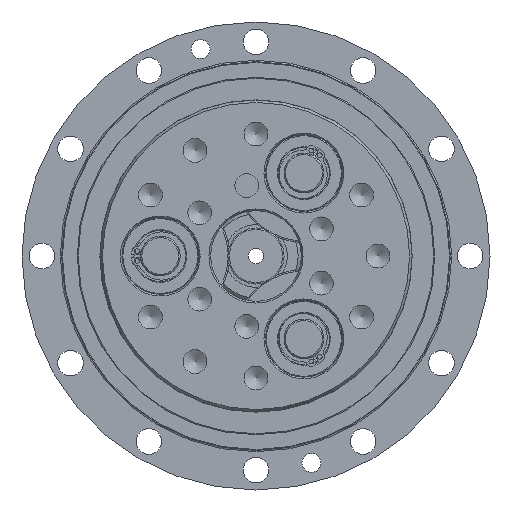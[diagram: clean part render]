
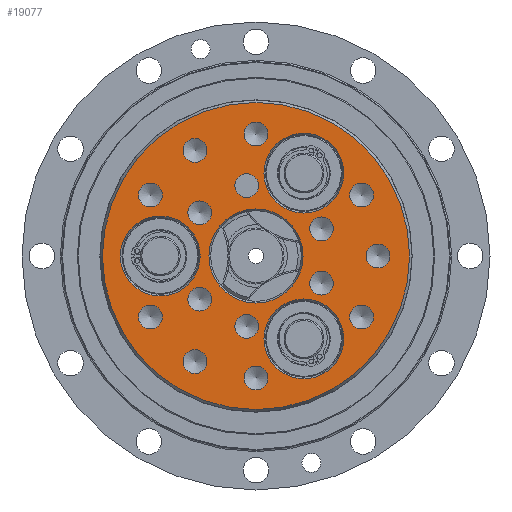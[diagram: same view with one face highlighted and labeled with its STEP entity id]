
A CAD part, left-side view. The second image highlights one B-rep face of the part: STEP entity #19077.
In plain terms, the highlighted planar face has unit normal (-1, 0, 0).
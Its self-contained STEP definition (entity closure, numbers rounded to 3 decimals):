
#231=FACE_BOUND('',#4507,.T.);
#232=FACE_BOUND('',#4508,.T.);
#233=FACE_BOUND('',#4509,.T.);
#234=FACE_BOUND('',#4510,.T.);
#235=FACE_BOUND('',#4511,.T.);
#236=FACE_BOUND('',#4512,.T.);
#237=FACE_BOUND('',#4513,.T.);
#238=FACE_BOUND('',#4514,.T.);
#239=FACE_BOUND('',#4515,.T.);
#240=FACE_BOUND('',#4516,.T.);
#241=FACE_BOUND('',#4517,.T.);
#242=FACE_BOUND('',#4518,.T.);
#243=FACE_BOUND('',#4519,.T.);
#244=FACE_BOUND('',#4520,.T.);
#245=FACE_BOUND('',#4521,.T.);
#246=FACE_BOUND('',#4522,.T.);
#247=FACE_BOUND('',#4523,.T.);
#248=FACE_BOUND('',#4524,.T.);
#249=FACE_BOUND('',#4525,.T.);
#475=PLANE('',#20465);
#3342=FACE_OUTER_BOUND('',#4506,.T.);
#4506=EDGE_LOOP('',(#12657));
#4507=EDGE_LOOP('',(#12658));
#4508=EDGE_LOOP('',(#12659));
#4509=EDGE_LOOP('',(#12660));
#4510=EDGE_LOOP('',(#12661));
#4511=EDGE_LOOP('',(#12662));
#4512=EDGE_LOOP('',(#12663));
#4513=EDGE_LOOP('',(#12664));
#4514=EDGE_LOOP('',(#12665));
#4515=EDGE_LOOP('',(#12666));
#4516=EDGE_LOOP('',(#12667));
#4517=EDGE_LOOP('',(#12668));
#4518=EDGE_LOOP('',(#12669));
#4519=EDGE_LOOP('',(#12670));
#4520=EDGE_LOOP('',(#12671));
#4521=EDGE_LOOP('',(#12672));
#4522=EDGE_LOOP('',(#12673));
#4523=EDGE_LOOP('',(#12674));
#4524=EDGE_LOOP('',(#12675));
#4525=EDGE_LOOP('',(#12676));
#5895=CIRCLE('',#20381,14.077);
#5900=CIRCLE('',#20388,14.077);
#5905=CIRCLE('',#20395,14.077);
#5908=CIRCLE('',#20399,4.188);
#5910=CIRCLE('',#20403,4.188);
#5912=CIRCLE('',#20407,4.188);
#5914=CIRCLE('',#20411,4.188);
#5916=CIRCLE('',#20415,4.188);
#5918=CIRCLE('',#20419,4.188);
#5920=CIRCLE('',#20423,4.188);
#5922=CIRCLE('',#20427,4.188);
#5924=CIRCLE('',#20431,4.188);
#5926=CIRCLE('',#20435,4.188);
#5928=CIRCLE('',#20439,4.188);
#5930=CIRCLE('',#20443,4.188);
#5932=CIRCLE('',#20447,4.188);
#5934=CIRCLE('',#20451,4.188);
#5936=CIRCLE('',#20455,4.188);
#5939=CIRCLE('',#20461,16.577);
#5942=CIRCLE('',#20466,54.134);
#7717=VERTEX_POINT('',#30003);
#7722=VERTEX_POINT('',#30017);
#7727=VERTEX_POINT('',#30031);
#7730=VERTEX_POINT('',#30039);
#7733=VERTEX_POINT('',#30048);
#7736=VERTEX_POINT('',#30057);
#7739=VERTEX_POINT('',#30066);
#7742=VERTEX_POINT('',#30075);
#7745=VERTEX_POINT('',#30084);
#7748=VERTEX_POINT('',#30093);
#7751=VERTEX_POINT('',#30102);
#7754=VERTEX_POINT('',#30111);
#7757=VERTEX_POINT('',#30120);
#7760=VERTEX_POINT('',#30129);
#7763=VERTEX_POINT('',#30138);
#7766=VERTEX_POINT('',#30147);
#7769=VERTEX_POINT('',#30156);
#7772=VERTEX_POINT('',#30165);
#7776=VERTEX_POINT('',#30178);
#7779=VERTEX_POINT('',#30188);
#9633=EDGE_CURVE('',#7717,#7717,#5895,.T.);
#9640=EDGE_CURVE('',#7722,#7722,#5900,.T.);
#9647=EDGE_CURVE('',#7727,#7727,#5905,.T.);
#9651=EDGE_CURVE('',#7730,#7730,#5908,.T.);
#9655=EDGE_CURVE('',#7733,#7733,#5910,.T.);
#9659=EDGE_CURVE('',#7736,#7736,#5912,.T.);
#9663=EDGE_CURVE('',#7739,#7739,#5914,.T.);
#9667=EDGE_CURVE('',#7742,#7742,#5916,.T.);
#9671=EDGE_CURVE('',#7745,#7745,#5918,.T.);
#9675=EDGE_CURVE('',#7748,#7748,#5920,.T.);
#9679=EDGE_CURVE('',#7751,#7751,#5922,.T.);
#9683=EDGE_CURVE('',#7754,#7754,#5924,.T.);
#9687=EDGE_CURVE('',#7757,#7757,#5926,.T.);
#9691=EDGE_CURVE('',#7760,#7760,#5928,.T.);
#9695=EDGE_CURVE('',#7763,#7763,#5930,.T.);
#9699=EDGE_CURVE('',#7766,#7766,#5932,.T.);
#9703=EDGE_CURVE('',#7769,#7769,#5934,.T.);
#9707=EDGE_CURVE('',#7772,#7772,#5936,.T.);
#9713=EDGE_CURVE('',#7776,#7776,#5939,.T.);
#9718=EDGE_CURVE('',#7779,#7779,#5942,.T.);
#12657=ORIENTED_EDGE('',*,*,#9718,.F.);
#12658=ORIENTED_EDGE('',*,*,#9713,.F.);
#12659=ORIENTED_EDGE('',*,*,#9707,.T.);
#12660=ORIENTED_EDGE('',*,*,#9703,.T.);
#12661=ORIENTED_EDGE('',*,*,#9699,.T.);
#12662=ORIENTED_EDGE('',*,*,#9695,.T.);
#12663=ORIENTED_EDGE('',*,*,#9691,.T.);
#12664=ORIENTED_EDGE('',*,*,#9687,.T.);
#12665=ORIENTED_EDGE('',*,*,#9683,.T.);
#12666=ORIENTED_EDGE('',*,*,#9679,.T.);
#12667=ORIENTED_EDGE('',*,*,#9675,.T.);
#12668=ORIENTED_EDGE('',*,*,#9671,.T.);
#12669=ORIENTED_EDGE('',*,*,#9667,.T.);
#12670=ORIENTED_EDGE('',*,*,#9663,.T.);
#12671=ORIENTED_EDGE('',*,*,#9659,.T.);
#12672=ORIENTED_EDGE('',*,*,#9655,.T.);
#12673=ORIENTED_EDGE('',*,*,#9651,.T.);
#12674=ORIENTED_EDGE('',*,*,#9640,.F.);
#12675=ORIENTED_EDGE('',*,*,#9633,.F.);
#12676=ORIENTED_EDGE('',*,*,#9647,.F.);
#19077=ADVANCED_FACE('',(#3342,#231,#232,#233,#234,#235,#236,#237,#238,
#239,#240,#241,#242,#243,#244,#245,#246,#247,#248,#249),#475,.F.);
#20381=AXIS2_PLACEMENT_3D('',#30004,#23439,#23440);
#20388=AXIS2_PLACEMENT_3D('',#30018,#23455,#23456);
#20395=AXIS2_PLACEMENT_3D('',#30032,#23471,#23472);
#20399=AXIS2_PLACEMENT_3D('',#30040,#23480,#23481);
#20403=AXIS2_PLACEMENT_3D('',#30049,#23490,#23491);
#20407=AXIS2_PLACEMENT_3D('',#30058,#23500,#23501);
#20411=AXIS2_PLACEMENT_3D('',#30067,#23510,#23511);
#20415=AXIS2_PLACEMENT_3D('',#30076,#23520,#23521);
#20419=AXIS2_PLACEMENT_3D('',#30085,#23530,#23531);
#20423=AXIS2_PLACEMENT_3D('',#30094,#23540,#23541);
#20427=AXIS2_PLACEMENT_3D('',#30103,#23550,#23551);
#20431=AXIS2_PLACEMENT_3D('',#30112,#23560,#23561);
#20435=AXIS2_PLACEMENT_3D('',#30121,#23570,#23571);
#20439=AXIS2_PLACEMENT_3D('',#30130,#23580,#23581);
#20443=AXIS2_PLACEMENT_3D('',#30139,#23590,#23591);
#20447=AXIS2_PLACEMENT_3D('',#30148,#23600,#23601);
#20451=AXIS2_PLACEMENT_3D('',#30157,#23610,#23611);
#20455=AXIS2_PLACEMENT_3D('',#30166,#23620,#23621);
#20461=AXIS2_PLACEMENT_3D('',#30179,#23635,#23636);
#20465=AXIS2_PLACEMENT_3D('',#30187,#23645,#23646);
#20466=AXIS2_PLACEMENT_3D('',#30189,#23647,#23648);
#23439=DIRECTION('center_axis',(-1.,0.,0.));
#23440=DIRECTION('ref_axis',(0.,0.,-1.));
#23455=DIRECTION('center_axis',(-1.,0.,0.));
#23456=DIRECTION('ref_axis',(0.,0.866,0.5));
#23471=DIRECTION('center_axis',(-1.,0.,0.));
#23472=DIRECTION('ref_axis',(0.,-0.866,0.5));
#23480=DIRECTION('center_axis',(1.,0.,0.));
#23481=DIRECTION('ref_axis',(0.,0.,1.));
#23490=DIRECTION('center_axis',(1.,0.,0.));
#23491=DIRECTION('ref_axis',(0.,-0.5,0.866));
#23500=DIRECTION('center_axis',(1.,0.,0.));
#23501=DIRECTION('ref_axis',(0.,-0.866,0.5));
#23510=DIRECTION('center_axis',(1.,0.,0.));
#23511=DIRECTION('ref_axis',(0.,-0.866,-0.5));
#23520=DIRECTION('center_axis',(1.,0.,0.));
#23521=DIRECTION('ref_axis',(0.,-0.5,-0.866));
#23530=DIRECTION('center_axis',(1.,0.,0.));
#23531=DIRECTION('ref_axis',(0.,0.,-1.));
#23540=DIRECTION('center_axis',(1.,0.,0.));
#23541=DIRECTION('ref_axis',(0.,0.866,-0.5));
#23550=DIRECTION('center_axis',(1.,0.,0.));
#23551=DIRECTION('ref_axis',(0.,1.,0.));
#23560=DIRECTION('center_axis',(1.,0.,0.));
#23561=DIRECTION('ref_axis',(0.,0.866,0.5));
#23570=DIRECTION('center_axis',(1.,0.,0.));
#23571=DIRECTION('ref_axis',(0.,0.,1.));
#23580=DIRECTION('center_axis',(1.,0.,0.));
#23581=DIRECTION('ref_axis',(0.,0.,1.));
#23590=DIRECTION('center_axis',(1.,0.,0.));
#23591=DIRECTION('ref_axis',(0.,-0.866,-0.5));
#23600=DIRECTION('center_axis',(1.,0.,0.));
#23601=DIRECTION('ref_axis',(0.,-0.866,-0.5));
#23610=DIRECTION('center_axis',(1.,0.,0.));
#23611=DIRECTION('ref_axis',(0.,0.866,-0.5));
#23620=DIRECTION('center_axis',(1.,0.,0.));
#23621=DIRECTION('ref_axis',(0.,0.866,-0.5));
#23635=DIRECTION('center_axis',(-1.,0.,0.));
#23636=DIRECTION('ref_axis',(0.,0.,-1.));
#23645=DIRECTION('center_axis',(1.,0.,0.));
#23646=DIRECTION('ref_axis',(0.,0.,-1.));
#23647=DIRECTION('center_axis',(1.,0.,0.));
#23648=DIRECTION('ref_axis',(0.,-1.,0.));
#30003=CARTESIAN_POINT('',(0.,33.75,14.077));
#30004=CARTESIAN_POINT('Origin',(0.,33.75,0.));
#30017=CARTESIAN_POINT('',(0.,-29.066,22.19));
#30018=CARTESIAN_POINT('Origin',(0.,-16.875,29.228));
#30031=CARTESIAN_POINT('',(0.,-4.684,-36.267));
#30032=CARTESIAN_POINT('Origin',(0.,-16.875,-29.228));
#30039=CARTESIAN_POINT('',(0.,0.,-47.188));
#30040=CARTESIAN_POINT('Origin',(0.,0.,-43.));
#30048=CARTESIAN_POINT('',(0.,23.594,-40.866));
#30049=CARTESIAN_POINT('Origin',(0.,21.5,-37.239));
#30057=CARTESIAN_POINT('',(0.,40.866,-23.594));
#30058=CARTESIAN_POINT('Origin',(0.,37.239,-21.5));
#30066=CARTESIAN_POINT('',(0.,40.866,23.594));
#30067=CARTESIAN_POINT('Origin',(0.,37.239,21.5));
#30075=CARTESIAN_POINT('',(0.,23.594,40.866));
#30076=CARTESIAN_POINT('Origin',(0.,21.5,37.239));
#30084=CARTESIAN_POINT('',(0.,0.,47.188));
#30085=CARTESIAN_POINT('Origin',(0.,0.,43.));
#30093=CARTESIAN_POINT('',(0.,-40.866,23.594));
#30094=CARTESIAN_POINT('Origin',(0.,-37.239,21.5));
#30102=CARTESIAN_POINT('',(0.,-47.188,0.));
#30103=CARTESIAN_POINT('Origin',(0.,-43.,0.));
#30111=CARTESIAN_POINT('',(0.,-40.866,-23.594));
#30112=CARTESIAN_POINT('Origin',(0.,-37.239,-21.5));
#30120=CARTESIAN_POINT('',(0.,19.834,-19.407));
#30121=CARTESIAN_POINT('Origin',(0.,19.834,-15.219));
#30129=CARTESIAN_POINT('',(0.,3.263,-28.974));
#30130=CARTESIAN_POINT('Origin',(0.,3.263,-24.786));
#30138=CARTESIAN_POINT('',(0.,23.461,17.313));
#30139=CARTESIAN_POINT('Origin',(0.,19.834,15.219));
#30147=CARTESIAN_POINT('',(0.,6.89,26.88));
#30148=CARTESIAN_POINT('Origin',(0.,3.263,24.786));
#30156=CARTESIAN_POINT('',(0.,-26.724,11.661));
#30157=CARTESIAN_POINT('Origin',(0.,-23.097,9.567));
#30165=CARTESIAN_POINT('',(0.,-26.724,-7.473));
#30166=CARTESIAN_POINT('Origin',(0.,-23.097,-9.567));
#30178=CARTESIAN_POINT('',(0.,0.,16.577));
#30179=CARTESIAN_POINT('Origin',(0.,0.,0.));
#30187=CARTESIAN_POINT('Origin',(0.,0.,0.));
#30188=CARTESIAN_POINT('',(0.,54.134,0.));
#30189=CARTESIAN_POINT('Origin',(0.,0.,0.));
